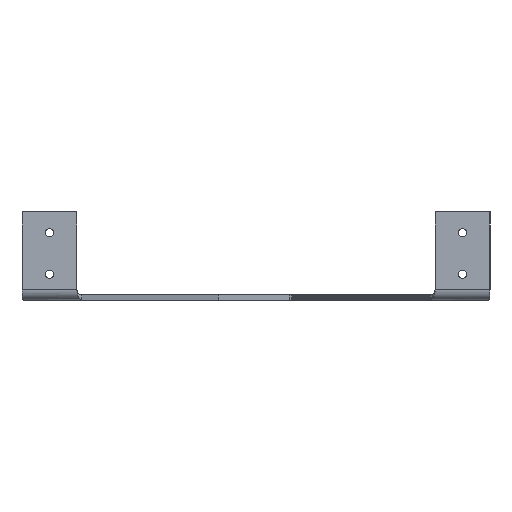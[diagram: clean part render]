
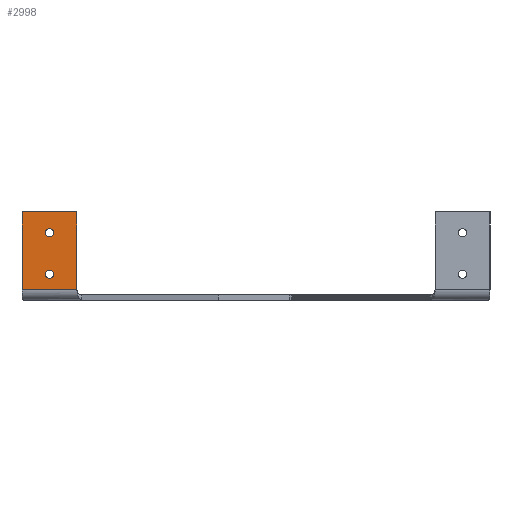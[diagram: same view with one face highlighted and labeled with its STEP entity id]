
A CAD part, left-side view. The second image highlights one B-rep face of the part: STEP entity #2998.
In plain terms, the highlighted planar face has unit normal (-1, 0, 0).
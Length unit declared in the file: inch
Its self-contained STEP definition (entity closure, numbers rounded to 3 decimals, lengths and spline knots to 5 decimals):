
#16 = CARTESIAN_POINT ( 'NONE',  ( -10.625, 4.91133, 1.527 ) ) ;
#105 = ORIENTED_EDGE ( 'NONE', *, *, #113, .T. ) ;
#113 = EDGE_CURVE ( 'NONE', #2153, #4668, #1378, .T. ) ;
#219 = VERTEX_POINT ( 'NONE', #16 ) ;
#248 = EDGE_CURVE ( 'NONE', #219, #4739, #4787, .T. ) ;
#279 = VECTOR ( 'NONE', #4496, 39.37008 ) ;
#299 = DIRECTION ( 'NONE',  ( 0., -1., 0. ) ) ;
#389 = EDGE_LOOP ( 'NONE', ( #2265, #3077 ) ) ;
#448 = EDGE_CURVE ( 'NONE', #4668, #540, #1317, .T. ) ;
#540 = VERTEX_POINT ( 'NONE', #4606 ) ;
#655 = EDGE_CURVE ( 'NONE', #2785, #2935, #1245, .T. ) ;
#685 = DIRECTION ( 'NONE',  ( 0., 0., 1. ) ) ;
#1000 = ORIENTED_EDGE ( 'NONE', *, *, #1174, .F. ) ;
#1142 = DIRECTION ( 'NONE',  ( 0., 0., 1. ) ) ;
#1174 = EDGE_CURVE ( 'NONE', #2153, #2961, #3758, .T. ) ;
#1245 = CIRCLE ( 'NONE', #1893, 0.098 ) ;
#1276 = EDGE_CURVE ( 'NONE', #4739, #219, #4100, .T. ) ;
#1317 = LINE ( 'NONE', #2899, #279 ) ;
#1378 = LINE ( 'NONE', #1459, #3893 ) ;
#1459 = CARTESIAN_POINT ( 'NONE',  ( -10.625, 5.57267, 2.125 ) ) ;
#1522 = ORIENTED_EDGE ( 'NONE', *, *, #655, .F. ) ;
#1585 = EDGE_CURVE ( 'NONE', #2961, #540, #3975, .T. ) ;
#1609 = DIRECTION ( 'NONE',  ( -1., 0., 0. ) ) ;
#1889 = CARTESIAN_POINT ( 'NONE',  ( -10.625, 5.57267, 2.125 ) ) ;
#1893 = AXIS2_PLACEMENT_3D ( 'NONE', #4314, #4264, #3942 ) ;
#1949 = CARTESIAN_POINT ( 'NONE',  ( -10.625, 4.91133, 1.625 ) ) ;
#1988 = DIRECTION ( 'NONE',  ( 0., 0., 1. ) ) ;
#2111 = VECTOR ( 'NONE', #299, 39.37008 ) ;
#2153 = VERTEX_POINT ( 'NONE', #1889 ) ;
#2265 = ORIENTED_EDGE ( 'NONE', *, *, #1276, .F. ) ;
#2350 = CARTESIAN_POINT ( 'NONE',  ( -10.625, 4.25, 0.125 ) ) ;
#2358 = DIRECTION ( 'NONE',  ( -1., 0., 0. ) ) ;
#2372 = FACE_OUTER_BOUND ( 'NONE', #3637, .T. ) ;
#2449 = FACE_BOUND ( 'NONE', #3018, .T. ) ;
#2528 = AXIS2_PLACEMENT_3D ( 'NONE', #1949, #1609, #1142 ) ;
#2665 = AXIS2_PLACEMENT_3D ( 'NONE', #2350, #5143, #3618 ) ;
#2714 = CARTESIAN_POINT ( 'NONE',  ( -10.625, 4.91133, 0.625 ) ) ;
#2785 = VERTEX_POINT ( 'NONE', #2866 ) ;
#2866 = CARTESIAN_POINT ( 'NONE',  ( -10.625, 4.91133, 0.527 ) ) ;
#2899 = CARTESIAN_POINT ( 'NONE',  ( -10.625, 4.25, 0.25 ) ) ;
#2935 = VERTEX_POINT ( 'NONE', #4351 ) ;
#2961 = VERTEX_POINT ( 'NONE', #4773 ) ;
#2998 = ADVANCED_FACE ( 'NONE', ( #2449, #4329, #2372 ), #3545, .T. ) ;
#3018 = EDGE_LOOP ( 'NONE', ( #4102, #1522 ) ) ;
#3077 = ORIENTED_EDGE ( 'NONE', *, *, #248, .F. ) ;
#3141 = CARTESIAN_POINT ( 'NONE',  ( -10.625, 4.91133, 1.723 ) ) ;
#3545 = PLANE ( 'NONE',  #2665 ) ;
#3618 = DIRECTION ( 'NONE',  ( 0., 0., 1. ) ) ;
#3637 = EDGE_LOOP ( 'NONE', ( #105, #3903, #4582, #1000 ) ) ;
#3758 = LINE ( 'NONE', #3862, #2111 ) ;
#3765 = DIRECTION ( 'NONE',  ( 0., 0., -1. ) ) ;
#3806 = VECTOR ( 'NONE', #4346, 39.37008 ) ;
#3862 = CARTESIAN_POINT ( 'NONE',  ( -10.625, 4.25, 2.125 ) ) ;
#3893 = VECTOR ( 'NONE', #3765, 39.37008 ) ;
#3903 = ORIENTED_EDGE ( 'NONE', *, *, #448, .T. ) ;
#3942 = DIRECTION ( 'NONE',  ( 0., 0., 1. ) ) ;
#3945 = CARTESIAN_POINT ( 'NONE',  ( -10.625, 5.57267, 0.25 ) ) ;
#3975 = LINE ( 'NONE', #5137, #3806 ) ;
#4003 = CIRCLE ( 'NONE', #4179, 0.098 ) ;
#4100 = CIRCLE ( 'NONE', #4529, 0.098 ) ;
#4102 = ORIENTED_EDGE ( 'NONE', *, *, #4318, .F. ) ;
#4179 = AXIS2_PLACEMENT_3D ( 'NONE', #2714, #4298, #685 ) ;
#4264 = DIRECTION ( 'NONE',  ( -1., 0., 0. ) ) ;
#4298 = DIRECTION ( 'NONE',  ( -1., 0., 0. ) ) ;
#4314 = CARTESIAN_POINT ( 'NONE',  ( -10.625, 4.91133, 0.625 ) ) ;
#4318 = EDGE_CURVE ( 'NONE', #2935, #2785, #4003, .T. ) ;
#4329 = FACE_BOUND ( 'NONE', #389, .T. ) ;
#4337 = CARTESIAN_POINT ( 'NONE',  ( -10.625, 4.91133, 1.625 ) ) ;
#4346 = DIRECTION ( 'NONE',  ( 0., 0., -1. ) ) ;
#4351 = CARTESIAN_POINT ( 'NONE',  ( -10.625, 4.91133, 0.723 ) ) ;
#4496 = DIRECTION ( 'NONE',  ( 0., -1., 0. ) ) ;
#4529 = AXIS2_PLACEMENT_3D ( 'NONE', #4337, #2358, #1988 ) ;
#4582 = ORIENTED_EDGE ( 'NONE', *, *, #1585, .F. ) ;
#4606 = CARTESIAN_POINT ( 'NONE',  ( -10.625, 4.25, 0.25 ) ) ;
#4668 = VERTEX_POINT ( 'NONE', #3945 ) ;
#4739 = VERTEX_POINT ( 'NONE', #3141 ) ;
#4773 = CARTESIAN_POINT ( 'NONE',  ( -10.625, 4.25, 2.125 ) ) ;
#4787 = CIRCLE ( 'NONE', #2528, 0.098 ) ;
#5137 = CARTESIAN_POINT ( 'NONE',  ( -10.625, 4.25, 2.125 ) ) ;
#5143 = DIRECTION ( 'NONE',  ( -1., 0., 0. ) ) ;
